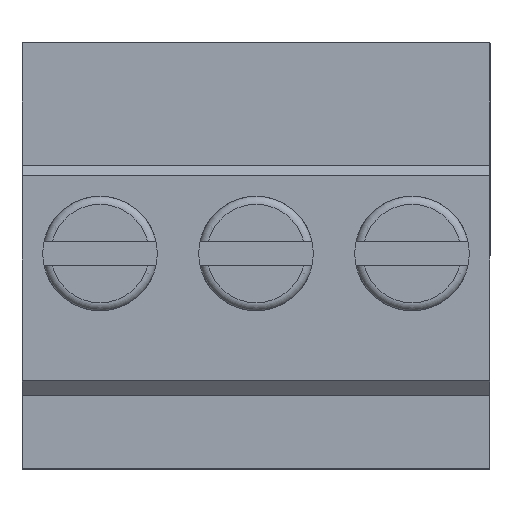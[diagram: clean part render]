
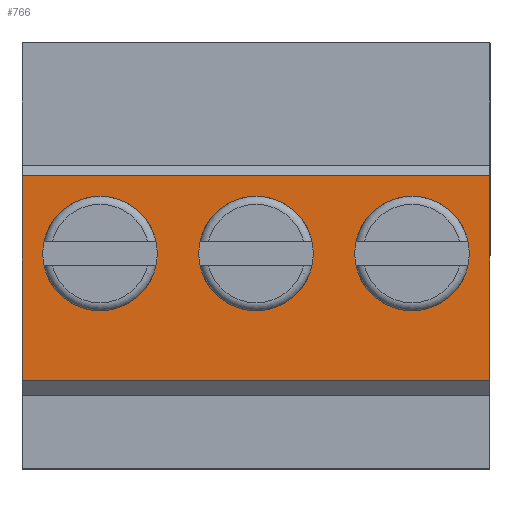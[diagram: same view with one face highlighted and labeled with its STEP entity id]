
A CAD part, top view. The second image highlights one B-rep face of the part: STEP entity #766.
In plain terms, the highlighted planar face has unit normal (0, 0, 1).
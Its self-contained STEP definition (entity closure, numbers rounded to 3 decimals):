
#766 = ADVANCED_FACE( '', ( #1811, #1812, #1813, #1814 ), #1815, .T. );
#1811 = FACE_OUTER_BOUND( '', #3229, .T. );
#1812 = FACE_BOUND( '', #3230, .T. );
#1813 = FACE_BOUND( '', #3231, .T. );
#1814 = FACE_BOUND( '', #3232, .T. );
#1815 = PLANE( '', #3233 );
#3229 = EDGE_LOOP( '', ( #5067, #5068, #5069, #5070 ) );
#3230 = EDGE_LOOP( '', ( #5071 ) );
#3231 = EDGE_LOOP( '', ( #5072 ) );
#3232 = EDGE_LOOP( '', ( #5073 ) );
#3233 = AXIS2_PLACEMENT_3D( '', #5074, #5075, #5076 );
#5067 = ORIENTED_EDGE( '', *, *, #9081, .F. );
#5068 = ORIENTED_EDGE( '', *, *, #9082, .F. );
#5069 = ORIENTED_EDGE( '', *, *, #9083, .T. );
#5070 = ORIENTED_EDGE( '', *, *, #9084, .T. );
#5071 = ORIENTED_EDGE( '', *, *, #9085, .T. );
#5072 = ORIENTED_EDGE( '', *, *, #9086, .T. );
#5073 = ORIENTED_EDGE( '', *, *, #9087, .T. );
#5074 = CARTESIAN_POINT( '', ( 5.715, -3.1, 6.375 ) );
#5075 = DIRECTION( '', ( 0., 0., 1. ) );
#5076 = DIRECTION( '', ( 1., 0., 0. ) );
#9081 = EDGE_CURVE( '', #11069, #11070, #11071, .T. );
#9082 = EDGE_CURVE( '', #11072, #11069, #11073, .T. );
#9083 = EDGE_CURVE( '', #11072, #11074, #11075, .T. );
#9084 = EDGE_CURVE( '', #11074, #11070, #11076, .T. );
#9085 = EDGE_CURVE( '', #11077, #11077, #11078, .T. );
#9086 = EDGE_CURVE( '', #11079, #11079, #11080, .T. );
#9087 = EDGE_CURVE( '', #11081, #11081, #11082, .T. );
#11069 = VERTEX_POINT( '', #13857 );
#11070 = VERTEX_POINT( '', #13858 );
#11071 = LINE( '', #13859, #13860 );
#11072 = VERTEX_POINT( '', #13861 );
#11073 = LINE( '', #13862, #13863 );
#11074 = VERTEX_POINT( '', #13864 );
#11075 = LINE( '', #13865, #13866 );
#11076 = LINE( '', #13867, #13868 );
#11077 = VERTEX_POINT( '', #13869 );
#11078 = CIRCLE( '', #13870, 1.4 );
#11079 = VERTEX_POINT( '', #13871 );
#11080 = CIRCLE( '', #13872, 1.4 );
#11081 = VERTEX_POINT( '', #13873 );
#11082 = CIRCLE( '', #13874, 1.4 );
#13857 = CARTESIAN_POINT( '', ( -5.715, -3.1, 6.375 ) );
#13858 = CARTESIAN_POINT( '', ( -5.715, 1.9, 6.375 ) );
#13859 = CARTESIAN_POINT( '', ( -5.715, -3.1, 6.375 ) );
#13860 = VECTOR( '', #16900, 1000. );
#13861 = CARTESIAN_POINT( '', ( 5.715, -3.1, 6.375 ) );
#13862 = CARTESIAN_POINT( '', ( 5.715, -3.1, 6.375 ) );
#13863 = VECTOR( '', #16901, 1000. );
#13864 = CARTESIAN_POINT( '', ( 5.715, 1.9, 6.375 ) );
#13865 = CARTESIAN_POINT( '', ( 5.715, -3.1, 6.375 ) );
#13866 = VECTOR( '', #16902, 1000. );
#13867 = CARTESIAN_POINT( '', ( 5.715, 1.9, 6.375 ) );
#13868 = VECTOR( '', #16903, 1000. );
#13869 = CARTESIAN_POINT( '', ( -5.21, 0., 6.375 ) );
#13870 = AXIS2_PLACEMENT_3D( '', #16904, #16905, #16906 );
#13871 = CARTESIAN_POINT( '', ( -1.4, 0., 6.375 ) );
#13872 = AXIS2_PLACEMENT_3D( '', #16907, #16908, #16909 );
#13873 = CARTESIAN_POINT( '', ( 2.41, 0., 6.375 ) );
#13874 = AXIS2_PLACEMENT_3D( '', #16910, #16911, #16912 );
#16900 = DIRECTION( '', ( 0., 1., 0. ) );
#16901 = DIRECTION( '', ( -1., 0., 0. ) );
#16902 = DIRECTION( '', ( 0., 1., 0. ) );
#16903 = DIRECTION( '', ( -1., 0., 0. ) );
#16904 = CARTESIAN_POINT( '', ( -3.81, 0., 6.375 ) );
#16905 = DIRECTION( '', ( 0., 0., -1. ) );
#16906 = DIRECTION( '', ( -1., 0., 0. ) );
#16907 = CARTESIAN_POINT( '', ( 0., 0., 6.375 ) );
#16908 = DIRECTION( '', ( 0., 0., -1. ) );
#16909 = DIRECTION( '', ( -1., 0., 0. ) );
#16910 = CARTESIAN_POINT( '', ( 3.81, 0., 6.375 ) );
#16911 = DIRECTION( '', ( 0., 0., -1. ) );
#16912 = DIRECTION( '', ( -1., 0., 0. ) );
